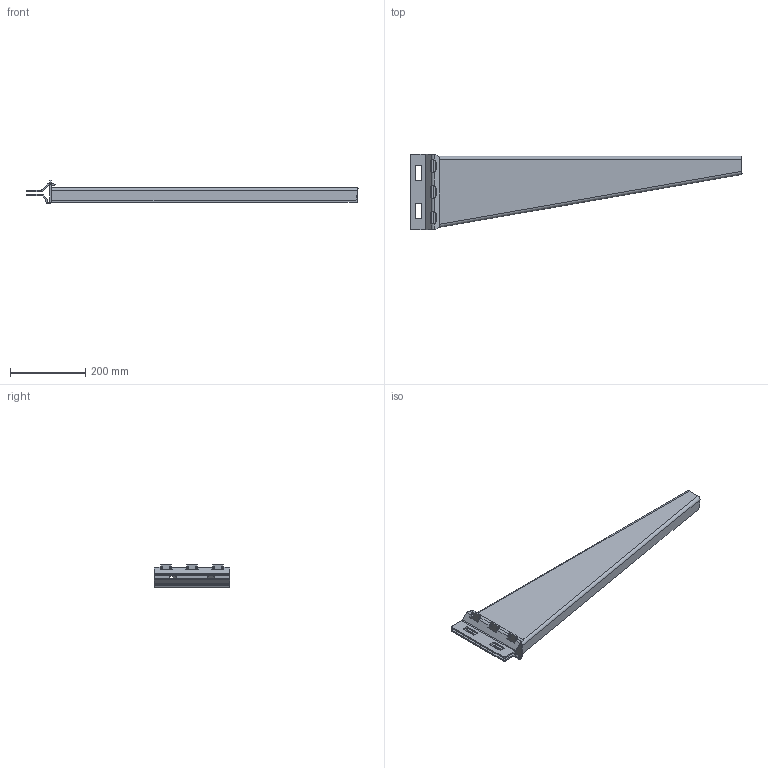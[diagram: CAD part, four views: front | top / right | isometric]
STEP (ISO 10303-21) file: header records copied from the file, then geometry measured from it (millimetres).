
FILE_DESCRIPTION((''),'2;1');
FILE_NAME('721380_ASM','2019-03-19T10:54:20',('tomasz.grudniewski'),(''),'CREO PARAMETRIC BY PTC INC, 2018500','CREO PARAMETRIC BY PTC INC, 2018500','');
FILE_SCHEMA(('CONFIG_CONTROL_DESIGN'));
Length unit declared in the file: millimetre
Products named in the file (4): WWKH800; PODG_WWKH200_Z; PODG_WWKH200; 721380_ASM
Assembly tree (3 placements, depth 2):
  721380_ASM
    WWKH800
    PODG_WWKH200_Z
    PODG_WWKH200
Bounding box: 882.21 x 200 x 63.28 mm (x, y, z)
Volume: 734040.5 mm3; surface area: 386130.4 mm2
Topology: 3 solids, 3 shells, 307 faces, 841 edges, 534 vertices
Faces by surface type: plane 177, cylinder 113, bspline 17
Entity records: 10367 total; most frequent: CARTESIAN_POINT 2344, ORIENTED_EDGE 1682, DIRECTION 1633, EDGE_CURVE 841, VECTOR 575, LINE 575, VERTEX_POINT 534, AXIS2_PLACEMENT_3D 529
